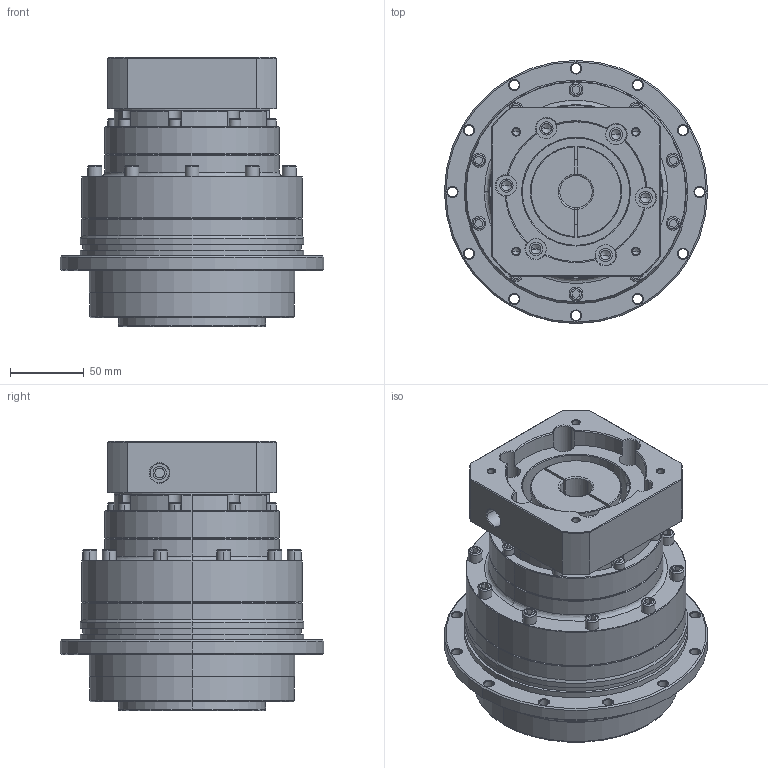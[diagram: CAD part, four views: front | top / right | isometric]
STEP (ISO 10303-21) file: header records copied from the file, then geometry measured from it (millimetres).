
FILE_DESCRIPTION (( 'STEP AP214' ), '1' );
FILE_NAME ('SD140-L2-22-95-115-M6-M8.STEP', '2022-02-25T00:03:45', ( 'admin' ), ( '' ), 'SwSTEP 2.0', 'SolidWorks 2013', '' );
FILE_SCHEMA (( 'AUTOMOTIVE_DESIGN' ));
Length unit declared in the file: millimetre
Products named in the file (4): SD140-L2-22-95-115-M6-M8; SD140; PB115-95-115M6; PB142-L2_X2_58F34F537AEF_X0_
Assembly tree (3 placements, depth 2):
  SD140-L2-22-95-115-M6-M8
    PB142-L2_X2_58F34F537AEF_X0_
    PB115-95-115M6
    SD140
Bounding box: 179 x 179 x 183 mm (x, y, z)
Volume: 2448167.6 mm3; surface area: 231648.6 mm2
Topology: 3 solids, 3 shells, 784 faces, 1882 edges, 1125 vertices
Faces by surface type: cylinder 283, cone 254, plane 204, bspline 43
Entity records: 32543 total; most frequent: CARTESIAN_POINT 5693, DIRECTION 3977, ORIENTED_EDGE 3592, EDGE_CURVE 1796, AXIS2_PLACEMENT_3D 1549, VERTEX_POINT 1125, EDGE_LOOP 941, VECTOR 879
